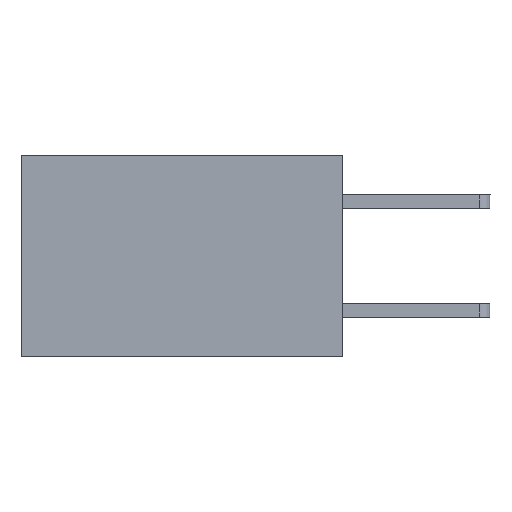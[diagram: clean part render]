
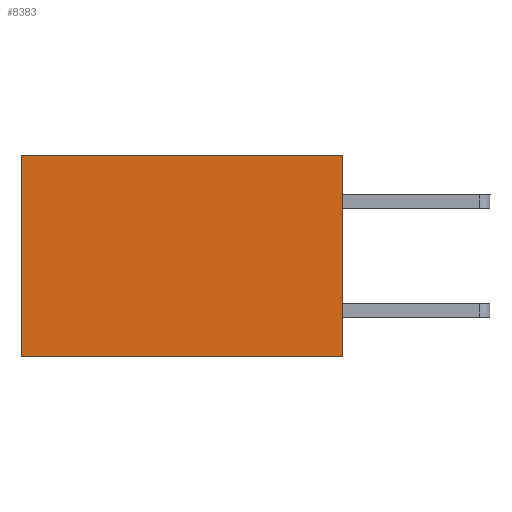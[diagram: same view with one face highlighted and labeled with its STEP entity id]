
A CAD part, left-side view. The second image highlights one B-rep face of the part: STEP entity #8383.
In plain terms, the highlighted planar face has unit normal (-1, 0, 0).
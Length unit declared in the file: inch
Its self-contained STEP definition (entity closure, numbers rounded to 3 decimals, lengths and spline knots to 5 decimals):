
#962 = DIRECTION ( 'NONE',  ( 0., 1., 0. ) ) ;
#1084 = CARTESIAN_POINT ( 'NONE',  ( 0.277, 0.59, -0.37 ) ) ;
#1134 = VERTEX_POINT ( 'NONE', #8799 ) ;
#1498 = ORIENTED_EDGE ( 'NONE', *, *, #6959, .T. ) ;
#1922 = VECTOR ( 'NONE', #7390, 39.37008 ) ;
#2343 = CARTESIAN_POINT ( 'NONE',  ( 0.277, 0.59, 0. ) ) ;
#2841 = PLANE ( 'NONE',  #8145 ) ;
#3415 = VERTEX_POINT ( 'NONE', #2343 ) ;
#3476 = EDGE_LOOP ( 'NONE', ( #1498, #6767, #5401, #7320 ) ) ;
#3773 = DIRECTION ( 'NONE',  ( 0., 0., -1. ) ) ;
#4157 = LINE ( 'NONE', #10614, #1922 ) ;
#4178 = VECTOR ( 'NONE', #3773, 39.37008 ) ;
#4268 = DIRECTION ( 'NONE',  ( 0., 1., 0. ) ) ;
#4554 = VECTOR ( 'NONE', #962, 39.37008 ) ;
#4838 = EDGE_CURVE ( 'NONE', #8333, #1134, #4157, .T. ) ;
#4906 = EDGE_CURVE ( 'NONE', #1134, #10400, #6735, .T. ) ;
#5198 = CARTESIAN_POINT ( 'NONE',  ( 0.277, 0., -0.37 ) ) ;
#5401 = ORIENTED_EDGE ( 'NONE', *, *, #4838, .F. ) ;
#6218 = FACE_OUTER_BOUND ( 'NONE', #3476, .T. ) ;
#6735 = LINE ( 'NONE', #7547, #9474 ) ;
#6767 = ORIENTED_EDGE ( 'NONE', *, *, #4906, .F. ) ;
#6959 = EDGE_CURVE ( 'NONE', #3415, #10400, #8447, .T. ) ;
#7320 = ORIENTED_EDGE ( 'NONE', *, *, #7929, .T. ) ;
#7390 = DIRECTION ( 'NONE',  ( 0., 0., -1. ) ) ;
#7547 = CARTESIAN_POINT ( 'NONE',  ( 0.277, 0., -0.37 ) ) ;
#7836 = DIRECTION ( 'NONE',  ( 0., 0., -1. ) ) ;
#7929 = EDGE_CURVE ( 'NONE', #8333, #3415, #8377, .T. ) ;
#8145 = AXIS2_PLACEMENT_3D ( 'NONE', #5198, #8635, #7836 ) ;
#8333 = VERTEX_POINT ( 'NONE', #9828 ) ;
#8377 = LINE ( 'NONE', #9888, #4554 ) ;
#8383 = ADVANCED_FACE ( 'NONE', ( #6218 ), #2841, .F. ) ;
#8447 = LINE ( 'NONE', #1084, #4178 ) ;
#8635 = DIRECTION ( 'NONE',  ( 1., 0., 0. ) ) ;
#8799 = CARTESIAN_POINT ( 'NONE',  ( 0.277, 0., -0.37 ) ) ;
#9474 = VECTOR ( 'NONE', #4268, 39.37008 ) ;
#9698 = CARTESIAN_POINT ( 'NONE',  ( 0.277, 0.59, -0.37 ) ) ;
#9828 = CARTESIAN_POINT ( 'NONE',  ( 0.277, 0., 0. ) ) ;
#9888 = CARTESIAN_POINT ( 'NONE',  ( 0.277, 0., 0. ) ) ;
#10400 = VERTEX_POINT ( 'NONE', #9698 ) ;
#10614 = CARTESIAN_POINT ( 'NONE',  ( 0.277, 0., -0.37 ) ) ;
